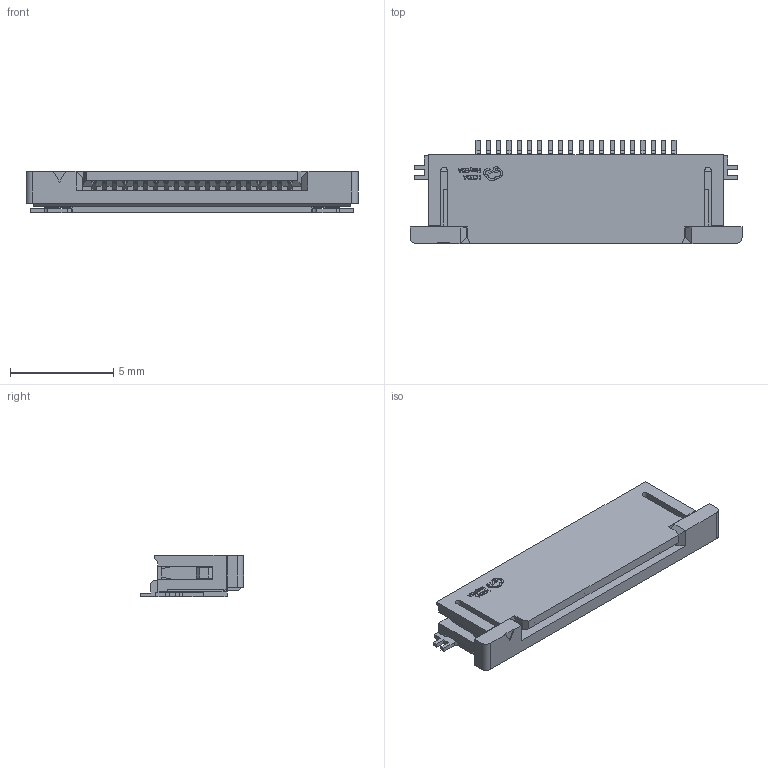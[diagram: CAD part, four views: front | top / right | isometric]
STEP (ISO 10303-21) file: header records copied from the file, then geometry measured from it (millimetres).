
FILE_DESCRIPTION (( 'STEP AP214' ), '1' );
FILE_NAME ('FPC-SMD_527452097.step', '2022-07-06T11:27:07', ( '' ), ( '' ), 'SwSTEP 2.0', 'SolidWorks 2020', '' );
FILE_SCHEMA (( 'AUTOMOTIVE_DESIGN' ));
Length unit declared in the file: millimetre
Products named in the file (1): FPC-SMD_527452097
Bounding box: 16.1 x 5 x 2.01 mm (x, y, z)
Volume: 97.5 mm3; surface area: 489.8 mm2
Topology: 1 solids, 1 shells, 1072 faces, 3048 edges, 2010 vertices
Faces by surface type: plane 864, bspline 112, cylinder 96
Entity records: 46750 total; most frequent: CARTESIAN_POINT 8262, ORIENTED_EDGE 6096, DIRECTION 4927, EDGE_CURVE 3048, VECTOR 2617, LINE 2617, VERTEX_POINT 2010, AXIS2_PLACEMENT_3D 1155
